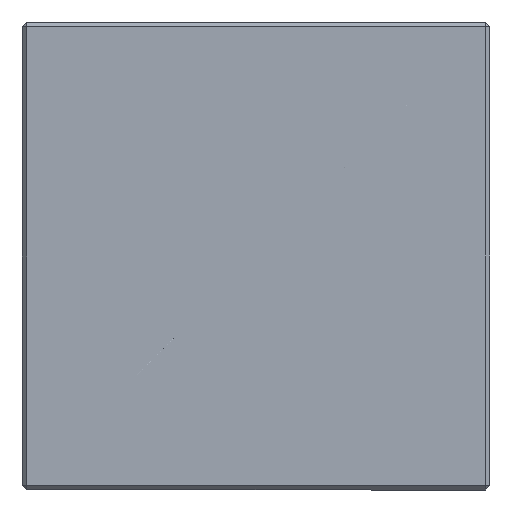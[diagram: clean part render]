
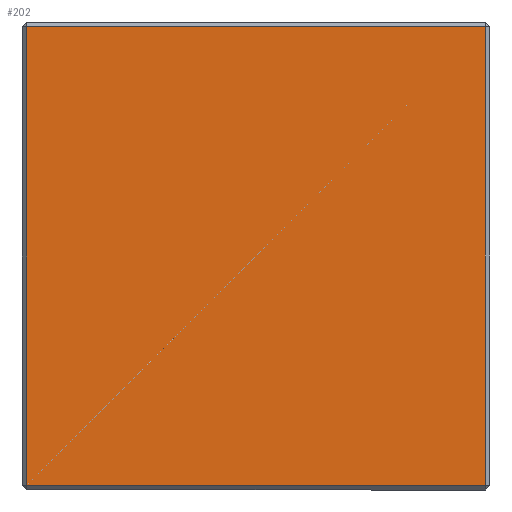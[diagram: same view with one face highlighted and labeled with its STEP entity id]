
A CAD part, front view. The second image highlights one B-rep face of the part: STEP entity #202.
In plain terms, the highlighted planar face has unit normal (0, -1, 0).
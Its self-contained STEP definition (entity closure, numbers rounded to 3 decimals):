
#48 = LINE ( 'NONE', #3317, #1224 ) ;
#135 = CARTESIAN_POINT ( 'NONE',  ( 0., -12.7, 0. ) ) ;
#202 = ADVANCED_FACE ( 'NONE', ( #5490 ), #2938, .F. ) ;
#332 = CARTESIAN_POINT ( 'NONE',  ( -12.45, -12.7, 0. ) ) ;
#694 = DIRECTION ( 'NONE',  ( 0., 0., 1. ) ) ;
#891 = VERTEX_POINT ( 'NONE', #4384 ) ;
#1058 = VECTOR ( 'NONE', #694, 1000. ) ;
#1138 = ORIENTED_EDGE ( 'NONE', *, *, #3275, .T. ) ;
#1189 = VERTEX_POINT ( 'NONE', #1638 ) ;
#1224 = VECTOR ( 'NONE', #5632, 1000. ) ;
#1329 = DIRECTION ( 'NONE',  ( 0., 0., -1. ) ) ;
#1409 = LINE ( 'NONE', #4836, #1058 ) ;
#1540 = ORIENTED_EDGE ( 'NONE', *, *, #4792, .T. ) ;
#1638 = CARTESIAN_POINT ( 'NONE',  ( -12.45, -12.7, -12.45 ) ) ;
#1698 = AXIS2_PLACEMENT_3D ( 'NONE', #135, #3406, #4312 ) ;
#1926 = VECTOR ( 'NONE', #1329, 1000. ) ;
#2073 = LINE ( 'NONE', #332, #1926 ) ;
#2938 = PLANE ( 'NONE',  #1698 ) ;
#3153 = ORIENTED_EDGE ( 'NONE', *, *, #5392, .T. ) ;
#3181 = CARTESIAN_POINT ( 'NONE',  ( -12.45, -12.7, 12.45 ) ) ;
#3275 = EDGE_CURVE ( 'NONE', #1189, #891, #48, .T. ) ;
#3317 = CARTESIAN_POINT ( 'NONE',  ( 0., -12.7, -12.45 ) ) ;
#3406 = DIRECTION ( 'NONE',  ( 0., 1., 0. ) ) ;
#4172 = EDGE_LOOP ( 'NONE', ( #1138, #3153, #1540, #5852 ) ) ;
#4293 = EDGE_CURVE ( 'NONE', #5216, #1189, #2073, .T. ) ;
#4312 = DIRECTION ( 'NONE',  ( -1., 0., 0. ) ) ;
#4384 = CARTESIAN_POINT ( 'NONE',  ( 12.45, -12.7, -12.45 ) ) ;
#4680 = CARTESIAN_POINT ( 'NONE',  ( 12.45, -12.7, 12.45 ) ) ;
#4784 = LINE ( 'NONE', #5347, #5753 ) ;
#4792 = EDGE_CURVE ( 'NONE', #5993, #5216, #4784, .T. ) ;
#4832 = DIRECTION ( 'NONE',  ( -1., 0., 0. ) ) ;
#4836 = CARTESIAN_POINT ( 'NONE',  ( 12.45, -12.7, 0. ) ) ;
#5216 = VERTEX_POINT ( 'NONE', #3181 ) ;
#5347 = CARTESIAN_POINT ( 'NONE',  ( 0., -12.7, 12.45 ) ) ;
#5392 = EDGE_CURVE ( 'NONE', #891, #5993, #1409, .T. ) ;
#5490 = FACE_OUTER_BOUND ( 'NONE', #4172, .T. ) ;
#5632 = DIRECTION ( 'NONE',  ( 1., 0., 0. ) ) ;
#5753 = VECTOR ( 'NONE', #4832, 1000. ) ;
#5852 = ORIENTED_EDGE ( 'NONE', *, *, #4293, .T. ) ;
#5993 = VERTEX_POINT ( 'NONE', #4680 ) ;
